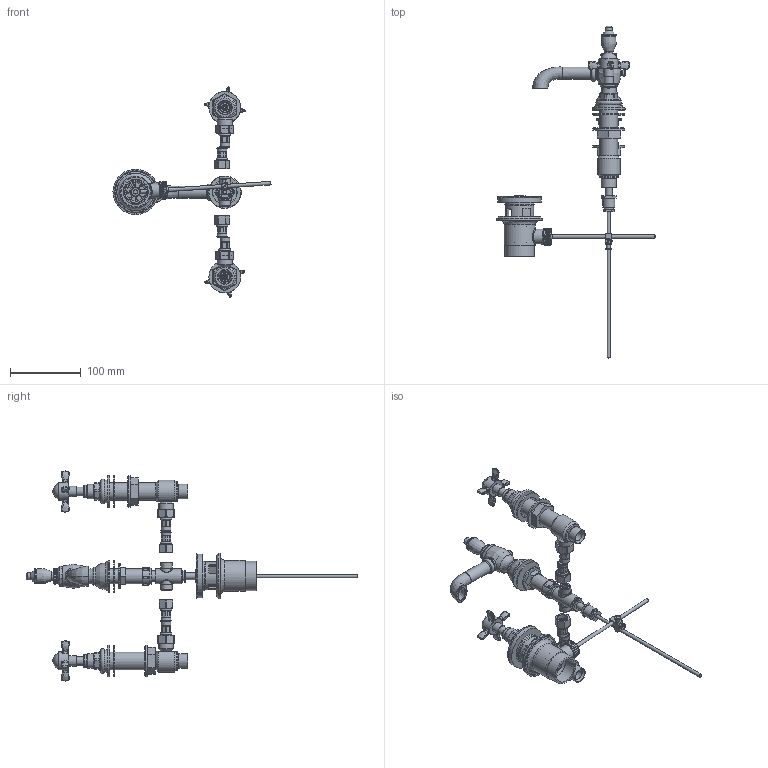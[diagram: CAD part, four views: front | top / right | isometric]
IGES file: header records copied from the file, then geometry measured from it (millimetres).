
Global section: file name: No Iges File Name specified; native system: Autodesk Inventor 2012; preprocessor: AutoDesk Inventor Iges Exporter R2012; author: mblakey; date: 20121108.110032; units: millimetre
Bounding box: 223.9 x 470.24 x 297.49 mm (x, y, z)
Volume: 403408.2 mm3; surface area: 249543.4 mm2
Topology: 66 solids, 66 shells, 1899 faces, 4412 edges, 2779 vertices
Faces by surface type: plane 895, cylinder 317, bspline 313, revolution 235, torus 82, cone 52, sphere 5
Full cylindrical faces by diameter (mm): 4 x2, 4.018 x2, 4.76 x1, 5 x4, 6 x1, 6.2 x3, 6.229 x2, 6.386 x1, 8 x3, 8.8 x2, 9 x1, 9.45 x2, 9.5 x2, 9.525 x1, 9.8 x1, 10 x3, 11 x2, 11.113 x3, 11.576 x2, 12 x4, 12.575 x4, 12.7 x3, 13.5 x4, 13.9 x1, 14.287 x2, 14.29 x1, 14.4 x2, 14.9 x1, 15.5 x1, 16.3 x2
